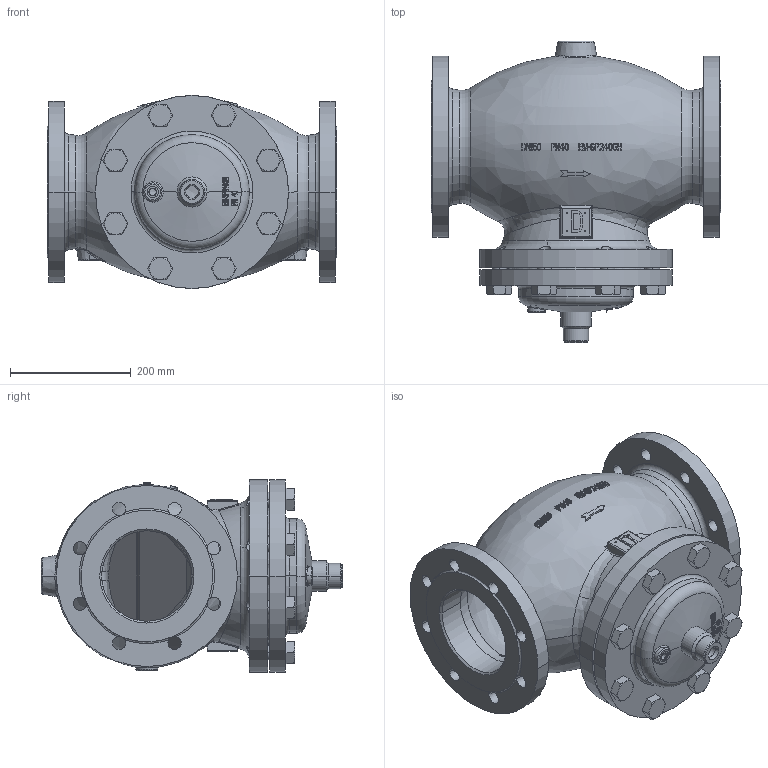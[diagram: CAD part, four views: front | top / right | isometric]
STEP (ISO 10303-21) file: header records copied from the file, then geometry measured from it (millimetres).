
FILE_DESCRIPTION((''),'2;1');
FILE_NAME('065B2421_ASM_ASM','2015-03-16T',('u317927'),('Danfoss'),'PRO/ENGINEER BY PARAMETRIC TECHNOLOGY CORPORATION, 2014000','PRO/ENGINEER BY PARAMETRIC TECHNOLOGY CORPORATION, 2014000','');
FILE_SCHEMA(('CONFIG_CONTROL_DESIGN'));
Products named in the file (5): 8861411; 8861416; 5184026; ASM0001_ASM; 065B2421_ASM_ASM
Assembly tree (11 placements, depth 3):
  065B2421_ASM_ASM
    ASM0001_ASM
      8861411
      8861416
      5184026  x8
Bounding box: 480 x 499.6 x 320 mm (x, y, z)
Volume: 13738522.9 mm3; surface area: 1601553.3 mm2
Topology: 10 solids, 31 shells, 1520 faces, 4158 edges, 2732 vertices
Faces by surface type: plane 986, cylinder 232, cone 116, bspline 104, torus 78, sphere 4
Entity records: 50852 total; most frequent: CARTESIAN_POINT 19301, ORIENTED_EDGE 7440, DIRECTION 5271, EDGE_CURVE 3748, VERTEX_POINT 2480, AXIS2_PLACEMENT_3D 2061, B_SPLINE_CURVE_WITH_KNOTS 1797, EDGE_LOOP 1464
